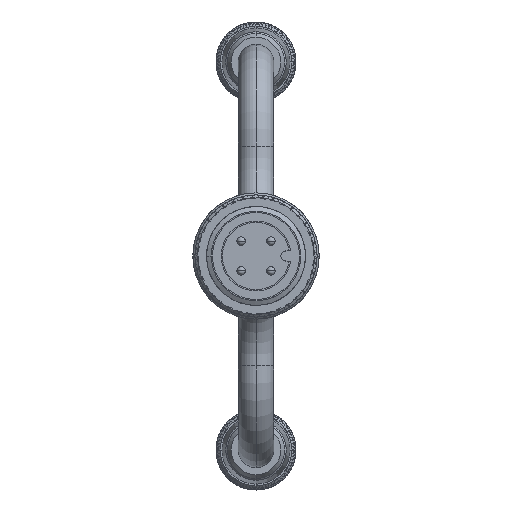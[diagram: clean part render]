
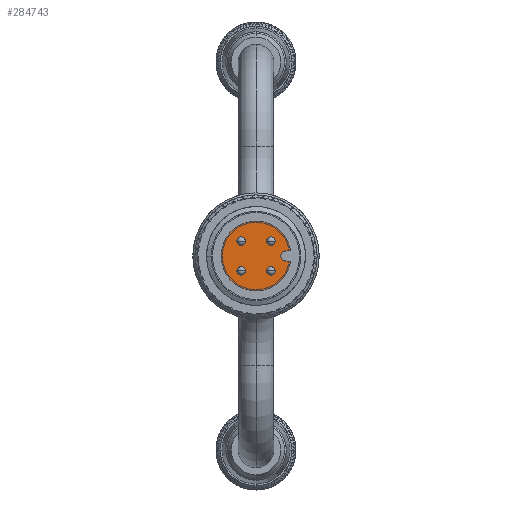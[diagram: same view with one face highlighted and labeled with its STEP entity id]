
A CAD part, left-side view. The second image highlights one B-rep face of the part: STEP entity #284743.
In plain terms, the highlighted planar face has unit normal (-1, 0, 0).
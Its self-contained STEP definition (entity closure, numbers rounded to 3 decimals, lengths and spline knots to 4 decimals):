
#98234=CARTESIAN_POINT('',(-10.3875,0.,0.));
#98235=DIRECTION('',(-1.,0.,0.));
#98236=DIRECTION('',(0.,-0.989,0.145));
#98237=AXIS2_PLACEMENT_3D('',#98234,#98235,#98236);
#98252=CARTESIAN_POINT('',(-10.3875,-3.55,0.));
#98253=DIRECTION('',(-1.,0.,0.));
#98254=DIRECTION('',(0.,0.,1.));
#98255=AXIS2_PLACEMENT_3D('',#98252,#98253,#98254);
#98257=DIRECTION('',(0.,-1.,0.));
#98258=VECTOR('',#98257,0.5564);
#98259=CARTESIAN_POINT('',(-10.3875,-3.55,-0.6));
#98260=LINE('',#98259,#98258);
#98261=DIRECTION('',(0.,1.,0.));
#98262=VECTOR('',#98261,0.5564);
#98263=CARTESIAN_POINT('',(-10.3875,-4.1064,0.6));
#98264=LINE('',#98263,#98262);
#98265=CARTESIAN_POINT('',(-10.3875,-1.7678,-1.7678));
#98266=DIRECTION('',(1.,0.,0.));
#98267=DIRECTION('',(0.,-1.,0.));
#98268=AXIS2_PLACEMENT_3D('',#98265,#98266,#98267);
#98270=CARTESIAN_POINT('',(-10.3875,-1.7678,-1.7678));
#98271=DIRECTION('',(1.,0.,0.));
#98272=DIRECTION('',(0.,1.,0.));
#98273=AXIS2_PLACEMENT_3D('',#98270,#98271,#98272);
#98275=CARTESIAN_POINT('',(-10.3875,-1.7678,1.7678));
#98276=DIRECTION('',(1.,0.,0.));
#98277=DIRECTION('',(0.,-1.,0.));
#98278=AXIS2_PLACEMENT_3D('',#98275,#98276,#98277);
#98280=CARTESIAN_POINT('',(-10.3875,-1.7678,1.7678));
#98281=DIRECTION('',(1.,0.,0.));
#98282=DIRECTION('',(0.,1.,0.));
#98283=AXIS2_PLACEMENT_3D('',#98280,#98281,#98282);
#98285=CARTESIAN_POINT('',(-10.3875,1.7678,1.7678));
#98286=DIRECTION('',(1.,0.,0.));
#98287=DIRECTION('',(0.,-1.,0.));
#98288=AXIS2_PLACEMENT_3D('',#98285,#98286,#98287);
#98290=CARTESIAN_POINT('',(-10.3875,1.7678,1.7678));
#98291=DIRECTION('',(1.,0.,0.));
#98292=DIRECTION('',(0.,1.,0.));
#98293=AXIS2_PLACEMENT_3D('',#98290,#98291,#98292);
#98295=CARTESIAN_POINT('',(-10.3875,1.7678,-1.7678));
#98296=DIRECTION('',(1.,0.,0.));
#98297=DIRECTION('',(0.,-1.,0.));
#98298=AXIS2_PLACEMENT_3D('',#98295,#98296,#98297);
#98300=CARTESIAN_POINT('',(-10.3875,1.7678,-1.7678));
#98301=DIRECTION('',(1.,0.,0.));
#98302=DIRECTION('',(0.,1.,0.));
#98303=AXIS2_PLACEMENT_3D('',#98300,#98301,#98302);
#109308=CARTESIAN_POINT('',(-10.3875,-4.1064,0.6));
#109310=VERTEX_POINT('',#109308);
#109311=CARTESIAN_POINT('',(-10.3875,-3.55,0.6));
#109312=CARTESIAN_POINT('',(-10.3875,-3.55,-0.6));
#109313=VERTEX_POINT('',#109311);
#109314=VERTEX_POINT('',#109312);
#109315=CARTESIAN_POINT('',(-10.3875,-4.1064,-0.6));
#109316=VERTEX_POINT('',#109315);
#109329=CARTESIAN_POINT('',(-10.3875,-2.2678,-1.7678));
#109330=CARTESIAN_POINT('',(-10.3875,-1.2678,-1.7678));
#109331=VERTEX_POINT('',#109329);
#109332=VERTEX_POINT('',#109330);
#109339=CARTESIAN_POINT('',(-10.3875,-2.2678,1.7678));
#109340=CARTESIAN_POINT('',(-10.3875,-1.2678,1.7678));
#109341=VERTEX_POINT('',#109339);
#109342=VERTEX_POINT('',#109340);
#109349=CARTESIAN_POINT('',(-10.3875,1.2678,1.7678));
#109350=CARTESIAN_POINT('',(-10.3875,2.2678,1.7678));
#109351=VERTEX_POINT('',#109349);
#109352=VERTEX_POINT('',#109350);
#109359=CARTESIAN_POINT('',(-10.3875,1.2678,-1.7678));
#109360=CARTESIAN_POINT('',(-10.3875,2.2678,-1.7678));
#109361=VERTEX_POINT('',#109359);
#109362=VERTEX_POINT('',#109360);
#284705=CARTESIAN_POINT('',(-10.3875,0.,0.));
#284706=DIRECTION('',(1.,0.,0.));
#284707=DIRECTION('',(0.,-1.,0.));
#284708=AXIS2_PLACEMENT_3D('',#284705,#284706,#284707);
#284709=PLANE('',#284708);
#284711=ORIENTED_EDGE('',*,*,#284710,.T.);
#284713=ORIENTED_EDGE('',*,*,#284712,.T.);
#284714=ORIENTED_EDGE('',*,*,#284695,.F.);
#284716=ORIENTED_EDGE('',*,*,#284715,.T.);
#284717=EDGE_LOOP('',(#284711,#284713,#284714,#284716));
#284718=FACE_OUTER_BOUND('',#284717,.F.);
#284720=ORIENTED_EDGE('',*,*,#284719,.F.);
#284722=ORIENTED_EDGE('',*,*,#284721,.F.);
#284723=EDGE_LOOP('',(#284720,#284722));
#284724=FACE_BOUND('',#284723,.F.);
#284726=ORIENTED_EDGE('',*,*,#284725,.F.);
#284728=ORIENTED_EDGE('',*,*,#284727,.F.);
#284729=EDGE_LOOP('',(#284726,#284728));
#284730=FACE_BOUND('',#284729,.F.);
#284732=ORIENTED_EDGE('',*,*,#284731,.F.);
#284734=ORIENTED_EDGE('',*,*,#284733,.F.);
#284735=EDGE_LOOP('',(#284732,#284734));
#284736=FACE_BOUND('',#284735,.F.);
#284738=ORIENTED_EDGE('',*,*,#284737,.F.);
#284740=ORIENTED_EDGE('',*,*,#284739,.F.);
#284741=EDGE_LOOP('',(#284738,#284740));
#284742=FACE_BOUND('',#284741,.F.);
#284743=ADVANCED_FACE('',(#284718,#284724,#284730,#284736,#284742),#284709,.F.);
#98238=CIRCLE('',#98237,4.15);
#98256=CIRCLE('',#98255,0.6);
#98269=CIRCLE('',#98268,0.5);
#98274=CIRCLE('',#98273,0.5);
#98279=CIRCLE('',#98278,0.5);
#98284=CIRCLE('',#98283,0.5);
#98289=CIRCLE('',#98288,0.5);
#98294=CIRCLE('',#98293,0.5);
#98299=CIRCLE('',#98298,0.5);
#98304=CIRCLE('',#98303,0.5);
#284695=EDGE_CURVE('',#109310,#109316,#98238,.T.);
#284710=EDGE_CURVE('',#109313,#109314,#98256,.T.);
#284712=EDGE_CURVE('',#109314,#109316,#98260,.T.);
#284715=EDGE_CURVE('',#109310,#109313,#98264,.T.);
#284719=EDGE_CURVE('',#109331,#109332,#98269,.T.);
#284721=EDGE_CURVE('',#109332,#109331,#98274,.T.);
#284725=EDGE_CURVE('',#109341,#109342,#98279,.T.);
#284727=EDGE_CURVE('',#109342,#109341,#98284,.T.);
#284731=EDGE_CURVE('',#109351,#109352,#98289,.T.);
#284733=EDGE_CURVE('',#109352,#109351,#98294,.T.);
#284737=EDGE_CURVE('',#109361,#109362,#98299,.T.);
#284739=EDGE_CURVE('',#109362,#109361,#98304,.T.);
